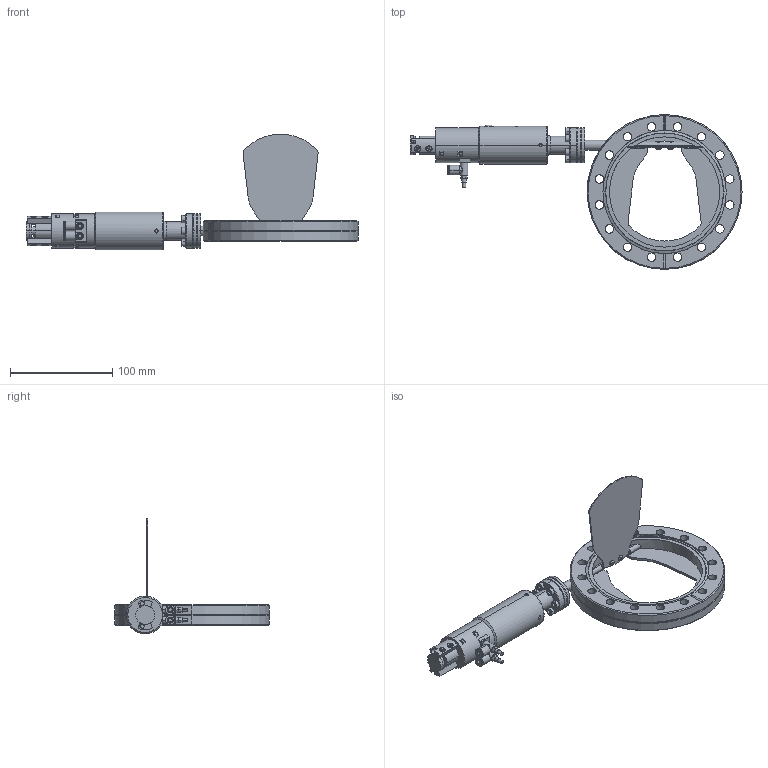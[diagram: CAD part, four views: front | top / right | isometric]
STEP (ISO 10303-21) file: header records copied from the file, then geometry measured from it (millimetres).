
FILE_DESCRIPTION (( 'STEP AP214' ), '1' );
FILE_NAME ('420MBL100-p.stp', '2017-03-14T08:58:56', ( '' ), ( '' ), 'SwSTEP 2.0', 'SolidWorks 2015', '' );
FILE_SCHEMA (( 'AUTOMOTIVE_DESIGN' ));
Length unit declared in the file: millimetre
Products named in the file (1): 420MBL100-p
Bounding box: 325.1 x 151.6 x 113.3 mm (x, y, z)
Volume: 309070.4 mm3; surface area: 106381.7 mm2
Topology: 28 solids, 36 shells, 1319 faces, 3128 edges, 1934 vertices
Faces by surface type: plane 555, cylinder 403, cone 189, bspline 94, torus 72, sphere 6
Entity records: 54501 total; most frequent: CARTESIAN_POINT 12023, DIRECTION 6289, ORIENTED_EDGE 6168, EDGE_CURVE 3084, AXIS2_PLACEMENT_3D 2446, VERTEX_POINT 1934, EDGE_LOOP 1526, VECTOR 1397
